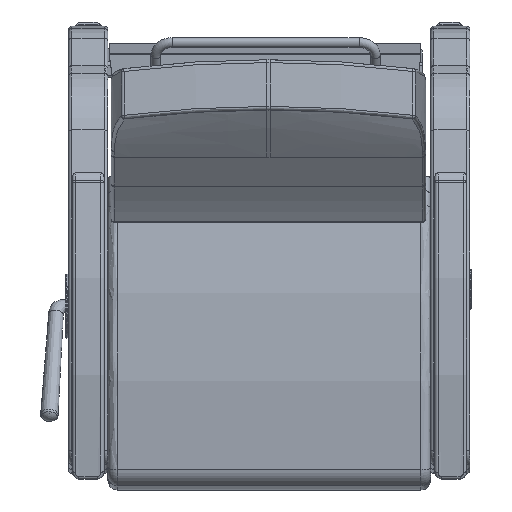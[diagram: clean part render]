
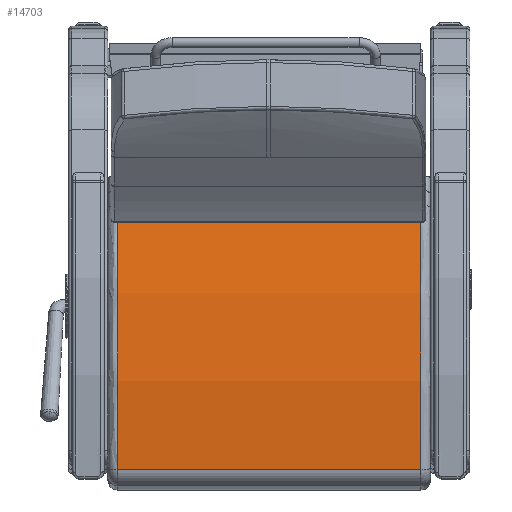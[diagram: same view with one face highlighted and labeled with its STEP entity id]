
A CAD part, front view. The second image highlights one B-rep face of the part: STEP entity #14703.
In plain terms, the highlighted free-form (B-spline) face has degree [1, 2] with [2, 3] control points.
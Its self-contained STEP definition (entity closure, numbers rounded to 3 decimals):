
#331=(
BOUNDED_SURFACE()
B_SPLINE_SURFACE(1,2,((#23450,#23451,#23452),(#23453,#23454,#23455)),
 .UNSPECIFIED.,.F.,.F.,.F.)
B_SPLINE_SURFACE_WITH_KNOTS((2,2),(3,3),(-0.193,0.193),
(1.362,1.699),.UNSPECIFIED.)
GEOMETRIC_REPRESENTATION_ITEM()
RATIONAL_B_SPLINE_SURFACE(((1.,0.986,1.),(1.,0.986,
1.)))
REPRESENTATION_ITEM('')
SURFACE()
);
#651=ELLIPSE('',#16057,60.054,60.);
#661=ELLIPSE('',#16085,60.054,60.);
#1436=FACE_OUTER_BOUND('',#2432,.T.);
#2432=EDGE_LOOP('',(#10055,#10056,#10057,#10058));
#3548=LINE('',#23448,#4477);
#3549=LINE('',#23457,#4478);
#4477=VECTOR('',#18259,0.394);
#4478=VECTOR('',#18262,0.394);
#6402=VERTEX_POINT('',#23240);
#6403=VERTEX_POINT('',#23241);
#6428=VERTEX_POINT('',#23447);
#6429=VERTEX_POINT('',#23456);
#7772=EDGE_CURVE('',#6402,#6403,#651,.T.);
#7810=EDGE_CURVE('',#6403,#6428,#3548,.T.);
#7812=EDGE_CURVE('',#6402,#6429,#3549,.T.);
#7813=EDGE_CURVE('',#6428,#6429,#661,.T.);
#10055=ORIENTED_EDGE('',*,*,#7772,.F.);
#10056=ORIENTED_EDGE('',*,*,#7812,.T.);
#10057=ORIENTED_EDGE('',*,*,#7813,.F.);
#10058=ORIENTED_EDGE('',*,*,#7810,.F.);
#14703=ADVANCED_FACE('',(#1436),#331,.F.);
#16057=AXIS2_PLACEMENT_3D('',#23242,#18191,#18192);
#16085=AXIS2_PLACEMENT_3D('',#23458,#18263,#18264);
#18191=DIRECTION('center_axis',(0.,0.,-1.));
#18192=DIRECTION('ref_axis',(1.,0.,0.));
#18259=DIRECTION('',(0.,0.,1.));
#18262=DIRECTION('',(0.,0.,1.));
#18263=DIRECTION('center_axis',(0.,0.,1.));
#18264=DIRECTION('ref_axis',(1.,0.,0.));
#23240=CARTESIAN_POINT('',(-10.045,1.256,-11.563));
#23241=CARTESIAN_POINT('',(10.111,0.445,-11.563));
#23242=CARTESIAN_POINT('Origin',(-2.35,-58.249,-11.563));
#23447=CARTESIAN_POINT('',(10.111,0.445,11.563));
#23448=CARTESIAN_POINT('',(10.111,0.445,0.));
#23450=CARTESIAN_POINT('Ctrl Pts',(10.111,0.445,-11.563));
#23451=CARTESIAN_POINT('Ctrl Pts',(0.103,2.566,-11.563));
#23452=CARTESIAN_POINT('Ctrl Pts',(-10.045,1.256,-11.563));
#23453=CARTESIAN_POINT('Ctrl Pts',(10.111,0.445,11.563));
#23454=CARTESIAN_POINT('Ctrl Pts',(0.103,2.566,11.563));
#23455=CARTESIAN_POINT('Ctrl Pts',(-10.045,1.256,11.563));
#23456=CARTESIAN_POINT('',(-10.045,1.256,11.563));
#23457=CARTESIAN_POINT('',(-10.045,1.256,0.));
#23458=CARTESIAN_POINT('Origin',(-2.35,-58.249,11.563));
